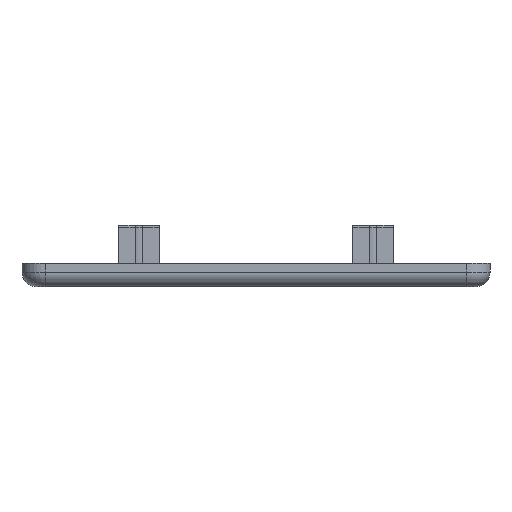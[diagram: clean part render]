
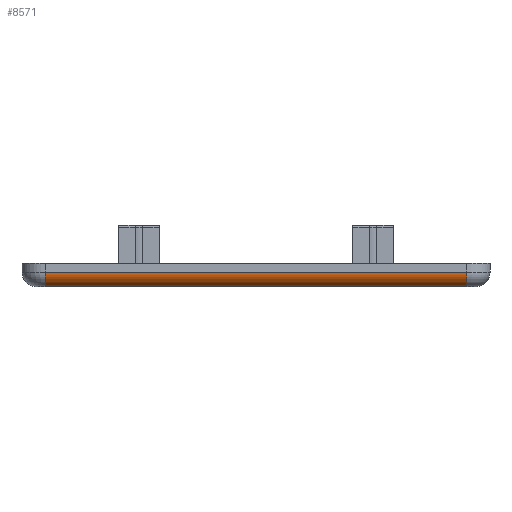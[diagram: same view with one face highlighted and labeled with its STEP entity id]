
A CAD part, front view. The second image highlights one B-rep face of the part: STEP entity #8571.
In plain terms, the highlighted cylindrical face has radius 2.5 mm (diameter 5 mm), a partial arc.
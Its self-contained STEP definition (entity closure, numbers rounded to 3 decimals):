
#174 = DIRECTION ( 'NONE',  ( 0., 0., 1. ) ) ;
#1033 = VERTEX_POINT ( 'NONE', #5034 ) ;
#1179 = DIRECTION ( 'NONE',  ( 1., 0., 0. ) ) ;
#1571 = VECTOR ( 'NONE', #9903, 1000. ) ;
#1675 = CARTESIAN_POINT ( 'NONE',  ( -35.95, -77.45, 0. ) ) ;
#1881 = AXIS2_PLACEMENT_3D ( 'NONE', #2858, #1179, #3642 ) ;
#2047 = CARTESIAN_POINT ( 'NONE',  ( -35.95, -77.45, 2.5 ) ) ;
#2170 = EDGE_CURVE ( 'NONE', #8149, #1033, #4757, .T. ) ;
#2256 = DIRECTION ( 'NONE',  ( 1., 0., 0. ) ) ;
#2314 = ORIENTED_EDGE ( 'NONE', *, *, #5955, .F. ) ;
#2828 = DIRECTION ( 'NONE',  ( 0., 0., -1. ) ) ;
#2858 = CARTESIAN_POINT ( 'NONE',  ( 35.95, -77.45, 2.5 ) ) ;
#2956 = EDGE_CURVE ( 'NONE', #8149, #3941, #10400, .T. ) ;
#3097 = CARTESIAN_POINT ( 'NONE',  ( 35.95, -79.95, 2.5 ) ) ;
#3193 = EDGE_LOOP ( 'NONE', ( #10606, #2314, #5462, #10580 ) ) ;
#3548 = CARTESIAN_POINT ( 'NONE',  ( 35.95, -77.45, 0. ) ) ;
#3642 = DIRECTION ( 'NONE',  ( 0., 0., -1. ) ) ;
#3941 = VERTEX_POINT ( 'NONE', #1675 ) ;
#4127 = AXIS2_PLACEMENT_3D ( 'NONE', #2047, #6120, #2828 ) ;
#4308 = CYLINDRICAL_SURFACE ( 'NONE', #5384, 2.5 ) ;
#4757 = LINE ( 'NONE', #3097, #6441 ) ;
#5034 = CARTESIAN_POINT ( 'NONE',  ( 35.95, -79.95, 2.5 ) ) ;
#5068 = CARTESIAN_POINT ( 'NONE',  ( -39.95, -77.45, 2.5 ) ) ;
#5384 = AXIS2_PLACEMENT_3D ( 'NONE', #5068, #9921, #174 ) ;
#5462 = ORIENTED_EDGE ( 'NONE', *, *, #6302, .F. ) ;
#5955 = EDGE_CURVE ( 'NONE', #7092, #3941, #6196, .T. ) ;
#6120 = DIRECTION ( 'NONE',  ( 1., 0., 0. ) ) ;
#6196 = LINE ( 'NONE', #10039, #1571 ) ;
#6302 = EDGE_CURVE ( 'NONE', #1033, #7092, #9388, .T. ) ;
#6441 = VECTOR ( 'NONE', #2256, 1000. ) ;
#7092 = VERTEX_POINT ( 'NONE', #3548 ) ;
#8149 = VERTEX_POINT ( 'NONE', #9981 ) ;
#8571 = ADVANCED_FACE ( 'NONE', ( #9982 ), #4308, .T. ) ;
#9388 = CIRCLE ( 'NONE', #1881, 2.5 ) ;
#9903 = DIRECTION ( 'NONE',  ( -1., 0., 0. ) ) ;
#9921 = DIRECTION ( 'NONE',  ( -1., 0., 0. ) ) ;
#9981 = CARTESIAN_POINT ( 'NONE',  ( -35.95, -79.95, 2.5 ) ) ;
#9982 = FACE_OUTER_BOUND ( 'NONE', #3193, .T. ) ;
#10039 = CARTESIAN_POINT ( 'NONE',  ( -35.95, -77.45, 0. ) ) ;
#10400 = CIRCLE ( 'NONE', #4127, 2.5 ) ;
#10580 = ORIENTED_EDGE ( 'NONE', *, *, #2170, .F. ) ;
#10606 = ORIENTED_EDGE ( 'NONE', *, *, #2956, .T. ) ;
